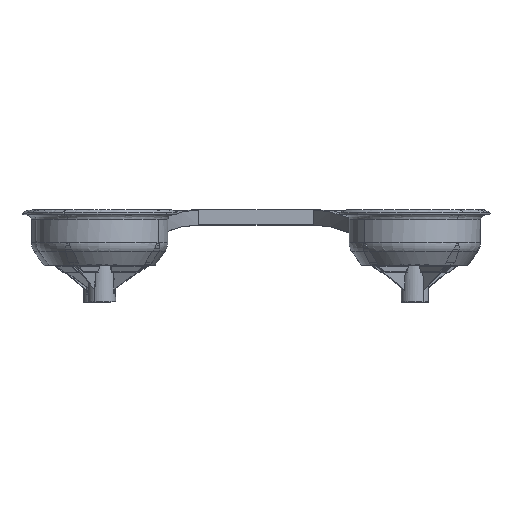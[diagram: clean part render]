
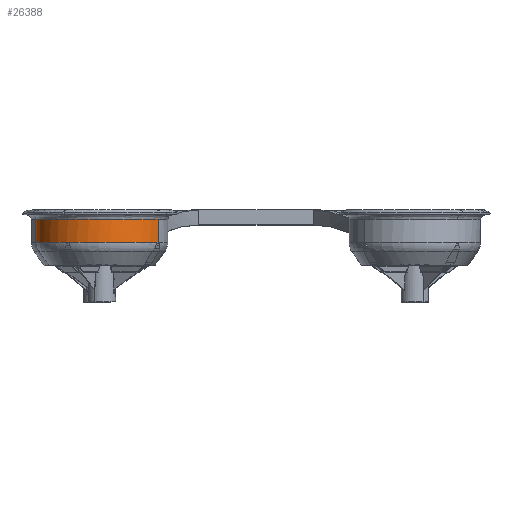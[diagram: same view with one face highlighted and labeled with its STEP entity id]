
A CAD part, top view. The second image highlights one B-rep face of the part: STEP entity #26388.
In plain terms, the highlighted cylindrical face has radius 21.1 mm (diameter 42.2 mm), a partial arc.
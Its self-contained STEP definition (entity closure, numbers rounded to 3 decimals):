
#866 = CARTESIAN_POINT ( 'NONE',  ( -38.087, -19.602, 53.522 ) ) ;
#1384 = CARTESIAN_POINT ( 'NONE',  ( -56.081, -3.641, 42.509 ) ) ;
#2556 = DIRECTION ( 'NONE',  ( 0., 1., 0. ) ) ;
#2751 = ORIENTED_EDGE ( 'NONE', *, *, #10516, .F. ) ;
#3453 = EDGE_CURVE ( 'NONE', #9304, #40731, #11820, .T. ) ;
#5333 = CARTESIAN_POINT ( 'NONE',  ( -38.493, -19.602, 54.159 ) ) ;
#5382 = CYLINDRICAL_SURFACE ( 'NONE', #10657, 21.1 ) ;
#5674 = LINE ( 'NONE', #23095, #13579 ) ;
#6580 = AXIS2_PLACEMENT_3D ( 'NONE', #39112, #28771, #8938 ) ;
#7506 = CARTESIAN_POINT ( 'NONE',  ( -74.075, -3.637, 31.49 ) ) ;
#8225 = CARTESIAN_POINT ( 'NONE',  ( -38.494, -19.603, 54.16 ) ) ;
#8474 = VERTEX_POINT ( 'NONE', #33986 ) ;
#8804 = ORIENTED_EDGE ( 'NONE', *, *, #11865, .F. ) ;
#8938 = DIRECTION ( 'NONE',  ( -0.853, 0., -0.522 ) ) ;
#9304 = VERTEX_POINT ( 'NONE', #39521 ) ;
#9347 = CARTESIAN_POINT ( 'NONE',  ( -56.081, -19.601, 42.503 ) ) ;
#9526 = ORIENTED_EDGE ( 'NONE', *, *, #23358, .T. ) ;
#10516 = EDGE_CURVE ( 'NONE', #9304, #8474, #27788, .T. ) ;
#10657 = AXIS2_PLACEMENT_3D ( 'NONE', #1384, #15350, #28339 ) ;
#11820 = CIRCLE ( 'NONE', #41333, 21.1 ) ;
#11865 = EDGE_CURVE ( 'NONE', #23765, #35546, #39323, .T. ) ;
#12105 = EDGE_CURVE ( 'NONE', #36781, #39571, #26425, .T. ) ;
#13579 = VECTOR ( 'NONE', #2556, 1000. ) ;
#14356 = CARTESIAN_POINT ( 'NONE',  ( -38.496, -19.605, 54.163 ) ) ;
#14769 = ORIENTED_EDGE ( 'NONE', *, *, #12105, .T. ) ;
#15350 = DIRECTION ( 'NONE',  ( 0., 1., 0. ) ) ;
#15757 = DIRECTION ( 'NONE',  ( -0.853, 0., -0.522 ) ) ;
#17907 = CARTESIAN_POINT ( 'NONE',  ( -38.218, -19.602, 53.737 ) ) ;
#17993 = EDGE_CURVE ( 'NONE', #39571, #35546, #5674, .T. ) ;
#18812 = ORIENTED_EDGE ( 'NONE', *, *, #3453, .T. ) ;
#21282 = CARTESIAN_POINT ( 'NONE',  ( -56.081, -12.157, 42.506 ) ) ;
#21641 = CARTESIAN_POINT ( 'NONE',  ( -38.493, -19.602, 54.159 ) ) ;
#22394 = FACE_OUTER_BOUND ( 'NONE', #42527, .T. ) ;
#22563 =( BOUNDED_CURVE ( )  B_SPLINE_CURVE ( 3, ( #32466, #35094, #8225, #5333 ),
 .UNSPECIFIED., .F., .T. ) 
 B_SPLINE_CURVE_WITH_KNOTS ( ( 4, 4 ),
 ( 6.247, 6.247 ),
 .UNSPECIFIED. ) 
 CURVE ( )  GEOMETRIC_REPRESENTATION_ITEM ( )  RATIONAL_B_SPLINE_CURVE ( ( 1., 1., 1., 1. ) ) 
 REPRESENTATION_ITEM ( '' )  );
#22607 = ORIENTED_EDGE ( 'NONE', *, *, #17993, .T. ) ;
#22946 = CARTESIAN_POINT ( 'NONE',  ( -38.087, -19.602, 53.522 ) ) ;
#23003 = EDGE_CURVE ( 'NONE', #8474, #23765, #36856, .T. ) ;
#23095 = CARTESIAN_POINT ( 'NONE',  ( -38.087, -3.645, 53.528 ) ) ;
#23358 = EDGE_CURVE ( 'NONE', #40731, #36781, #22563, .T. ) ;
#23765 = VERTEX_POINT ( 'NONE', #43555 ) ;
#25953 = VECTOR ( 'NONE', #33958, 1000. ) ;
#26388 = ADVANCED_FACE ( 'NONE', ( #22394 ), #5382, .T. ) ;
#26425 =( BOUNDED_CURVE ( )  B_SPLINE_CURVE ( 3, ( #21641, #34844, #17907, #866 ),
 .UNSPECIFIED., .F., .T. ) 
 B_SPLINE_CURVE_WITH_KNOTS ( ( 4, 4 ),
 ( 2.629, 2.665 ),
 .UNSPECIFIED. ) 
 CURVE ( )  GEOMETRIC_REPRESENTATION_ITEM ( )  RATIONAL_B_SPLINE_CURVE ( ( 1., 1., 1., 1. ) ) 
 REPRESENTATION_ITEM ( '' )  );
#26970 = DIRECTION ( 'NONE',  ( -0.853, 0., -0.522 ) ) ;
#27788 = LINE ( 'NONE', #7506, #25953 ) ;
#28339 = DIRECTION ( 'NONE',  ( -0.853, 0., -0.522 ) ) ;
#28678 = ORIENTED_EDGE ( 'NONE', *, *, #23003, .F. ) ;
#28771 = DIRECTION ( 'NONE',  ( 0., 1., 0. ) ) ;
#28795 = CARTESIAN_POINT ( 'NONE',  ( -38.493, -19.602, 54.159 ) ) ;
#30902 = AXIS2_PLACEMENT_3D ( 'NONE', #21282, #32897, #15757 ) ;
#32466 = CARTESIAN_POINT ( 'NONE',  ( -38.496, -19.605, 54.163 ) ) ;
#32693 = DIRECTION ( 'NONE',  ( 0., 1., 0. ) ) ;
#32897 = DIRECTION ( 'NONE',  ( 0., 1., 0. ) ) ;
#33958 = DIRECTION ( 'NONE',  ( 0., 1., 0. ) ) ;
#33986 = CARTESIAN_POINT ( 'NONE',  ( -74.075, -12.153, 31.487 ) ) ;
#34844 = CARTESIAN_POINT ( 'NONE',  ( -38.354, -19.602, 53.949 ) ) ;
#35094 = CARTESIAN_POINT ( 'NONE',  ( -38.495, -19.604, 54.162 ) ) ;
#35273 = CARTESIAN_POINT ( 'NONE',  ( -38.087, -12.161, 53.525 ) ) ;
#35546 = VERTEX_POINT ( 'NONE', #35273 ) ;
#36781 = VERTEX_POINT ( 'NONE', #28795 ) ;
#36856 = CIRCLE ( 'NONE', #6580, 21.1 ) ;
#39112 = CARTESIAN_POINT ( 'NONE',  ( -56.081, -12.157, 42.506 ) ) ;
#39323 = CIRCLE ( 'NONE', #30902, 21.1 ) ;
#39521 = CARTESIAN_POINT ( 'NONE',  ( -74.075, -19.597, 31.484 ) ) ;
#39571 = VERTEX_POINT ( 'NONE', #22946 ) ;
#40731 = VERTEX_POINT ( 'NONE', #14356 ) ;
#41333 = AXIS2_PLACEMENT_3D ( 'NONE', #9347, #32693, #26970 ) ;
#42527 = EDGE_LOOP ( 'NONE', ( #14769, #22607, #8804, #28678, #2751, #18812, #9526 ) ) ;
#43555 = CARTESIAN_POINT ( 'NONE',  ( -67.1, -12.163, 60.5 ) ) ;
